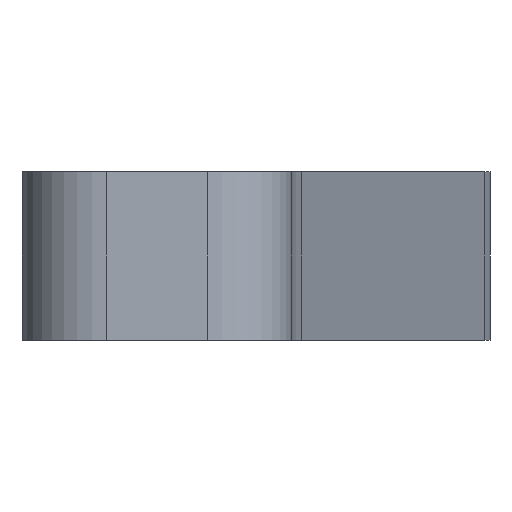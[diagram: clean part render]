
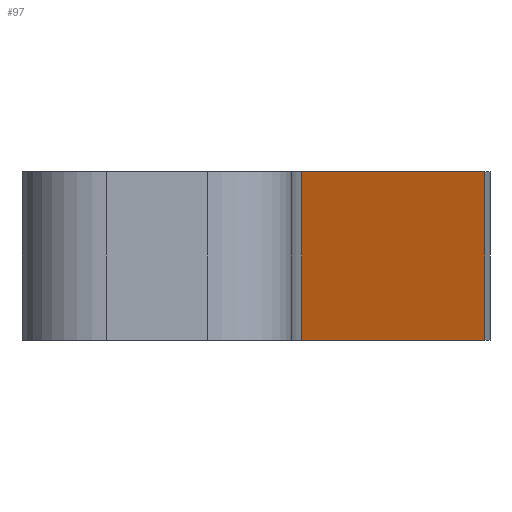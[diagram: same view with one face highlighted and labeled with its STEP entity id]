
A CAD part, left-side view. The second image highlights one B-rep face of the part: STEP entity #97.
In plain terms, the highlighted planar face has unit normal (-0.342, -0.94, 0).
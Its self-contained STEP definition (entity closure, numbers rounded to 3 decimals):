
#19 = DIRECTION ( 'NONE',  ( -0.94, 0.342, 0. ) ) ;
#26 = AXIS2_PLACEMENT_3D ( 'NONE', #328, #560, #19 ) ;
#43 = LINE ( 'NONE', #211, #920 ) ;
#44 = ORIENTED_EDGE ( 'NONE', *, *, #877, .T. ) ;
#96 = PLANE ( 'NONE',  #26 ) ;
#97 = ADVANCED_FACE ( 'NONE', ( #733 ), #96, .F. ) ;
#116 = VECTOR ( 'NONE', #679, 1000. ) ;
#128 = CARTESIAN_POINT ( 'NONE',  ( 100.153, -19.488, 0. ) ) ;
#211 = CARTESIAN_POINT ( 'NONE',  ( 70.246, -8.603, 0. ) ) ;
#224 = EDGE_CURVE ( 'NONE', #740, #578, #347, .T. ) ;
#242 = CARTESIAN_POINT ( 'NONE',  ( 100.153, -19.488, 10. ) ) ;
#293 = EDGE_CURVE ( 'NONE', #691, #740, #713, .T. ) ;
#315 = EDGE_LOOP ( 'NONE', ( #769, #44, #615, #616 ) ) ;
#328 = CARTESIAN_POINT ( 'NONE',  ( 68.589, -8., 10. ) ) ;
#332 = CARTESIAN_POINT ( 'NONE',  ( 68.589, -8., 10. ) ) ;
#347 = LINE ( 'NONE', #242, #116 ) ;
#425 = CARTESIAN_POINT ( 'NONE',  ( 70.246, -8.603, 10. ) ) ;
#452 = LINE ( 'NONE', #332, #846 ) ;
#560 = DIRECTION ( 'NONE',  ( 0.342, 0.94, 0. ) ) ;
#578 = VERTEX_POINT ( 'NONE', #851 ) ;
#613 = EDGE_CURVE ( 'NONE', #617, #578, #452, .T. ) ;
#615 = ORIENTED_EDGE ( 'NONE', *, *, #293, .T. ) ;
#616 = ORIENTED_EDGE ( 'NONE', *, *, #224, .T. ) ;
#617 = VERTEX_POINT ( 'NONE', #425 ) ;
#662 = DIRECTION ( 'NONE',  ( 0.94, -0.342, 0. ) ) ;
#679 = DIRECTION ( 'NONE',  ( 0., 0., 1. ) ) ;
#691 = VERTEX_POINT ( 'NONE', #738 ) ;
#713 = LINE ( 'NONE', #779, #919 ) ;
#733 = FACE_OUTER_BOUND ( 'NONE', #315, .T. ) ;
#738 = CARTESIAN_POINT ( 'NONE',  ( 70.246, -8.603, 0. ) ) ;
#740 = VERTEX_POINT ( 'NONE', #128 ) ;
#752 = DIRECTION ( 'NONE',  ( 0., 0., -1. ) ) ;
#769 = ORIENTED_EDGE ( 'NONE', *, *, #613, .F. ) ;
#779 = CARTESIAN_POINT ( 'NONE',  ( 68.589, -8., 0. ) ) ;
#846 = VECTOR ( 'NONE', #944, 1000. ) ;
#851 = CARTESIAN_POINT ( 'NONE',  ( 100.153, -19.488, 10. ) ) ;
#877 = EDGE_CURVE ( 'NONE', #617, #691, #43, .T. ) ;
#919 = VECTOR ( 'NONE', #662, 1000. ) ;
#920 = VECTOR ( 'NONE', #752, 1000. ) ;
#944 = DIRECTION ( 'NONE',  ( 0.94, -0.342, 0. ) ) ;
